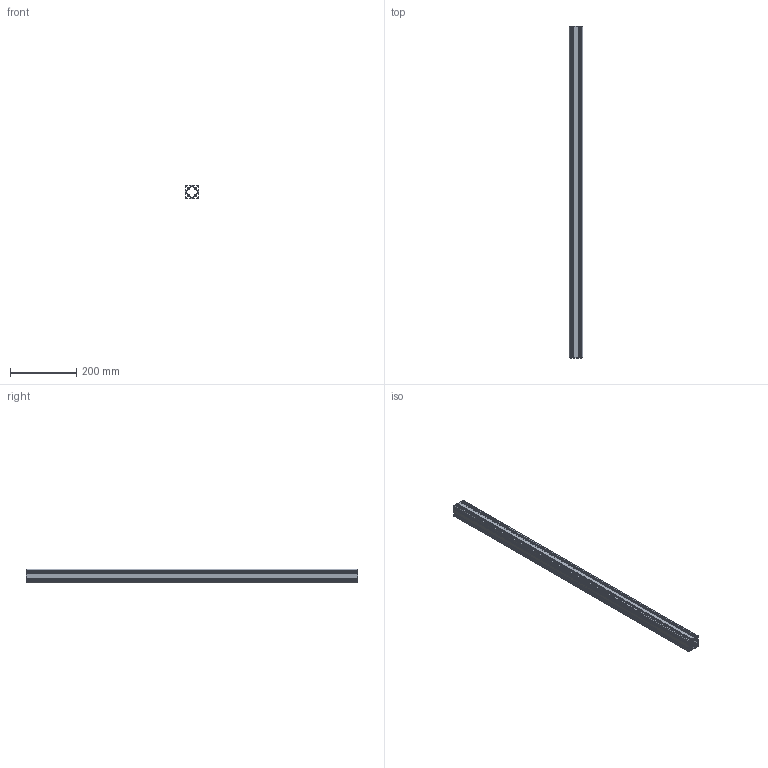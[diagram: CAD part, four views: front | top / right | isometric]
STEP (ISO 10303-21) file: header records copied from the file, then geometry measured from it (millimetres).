
FILE_DESCRIPTION(/* description */ ('KriTec Profil 5 40x40'),/* implementation_level */ '2;1');
FILE_NAME(/* name */ '10048_KriTec_Profil_5_40x40.stp',/* time_stamp */ '2019-10-16T12:11:36+02:00',/* author */ ('jendrek'),/* organization */ (''),/* preprocessor_version */ 'ST-DEVELOPER v17',/* originating_system */ 'Autodesk Inventor 2018',/* authorisation */ '');
FILE_SCHEMA (('AUTOMOTIVE_DESIGN { 1 0 10303 214 3 1 1 }'));
Length unit declared in the file: millimetre
Products named in the file (1): 10048-1000
Bounding box: 40 x 1000 x 40 mm (x, y, z)
Volume: 509245.7 mm3; surface area: 483810.5 mm2
Topology: 1 solids, 1 shells, 218 faces, 648 edges, 432 vertices
Faces by surface type: cylinder 112, plane 106
Full cylindrical faces by diameter (mm): 4.3 x4
Entity records: 7435 total; most frequent: DIRECTION 1310, CARTESIAN_POINT 1299, ORIENTED_EDGE 1296, EDGE_CURVE 648, AXIS2_PLACEMENT_3D 443, VERTEX_POINT 432, LINE 424, VECTOR 424
